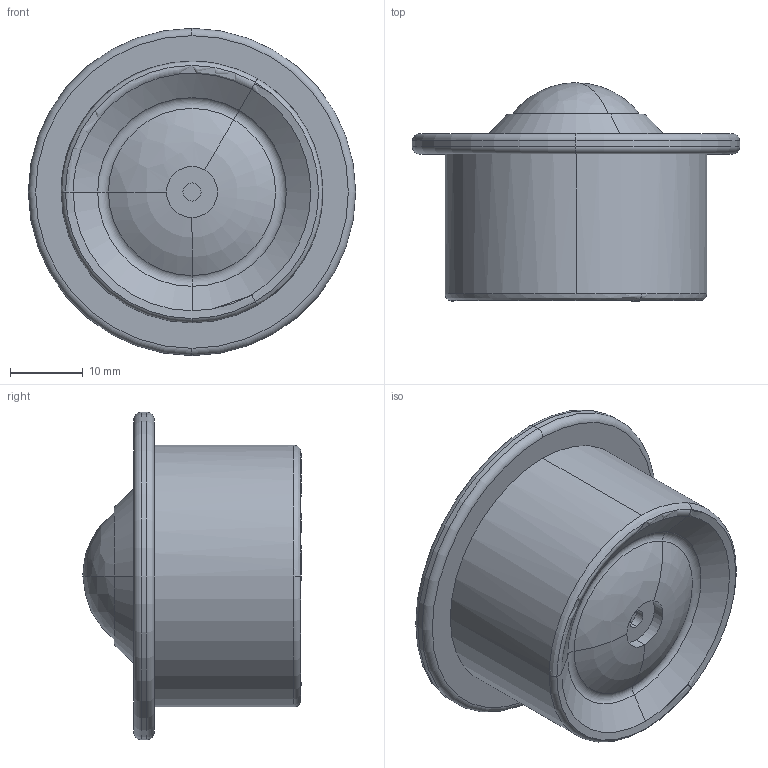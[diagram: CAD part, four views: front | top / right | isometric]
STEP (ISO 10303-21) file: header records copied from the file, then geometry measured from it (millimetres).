
FILE_DESCRIPTION (( 'STEP AP214' ), '1' );
FILE_NAME ('0017490.step', '2020-11-17T09:02:27', ( '' ), ( '' ), 'SwSTEP 2.0', 'SolidWorks 2018', '' );
FILE_SCHEMA (( 'AUTOMOTIVE_DESIGN' ));
Length unit declared in the file: millimetre
Products named in the file (1): 0017490
Bounding box: 45 x 30.01 x 45 mm (x, y, z)
Volume: 25180.2 mm3; surface area: 5977.9 mm2
Topology: 1 solids, 1 shells, 39 faces, 87 edges, 49 vertices
Faces by surface type: torus 12, cylinder 8, cone 6, bspline 6, plane 5, sphere 2
Entity records: 1237 total; most frequent: CARTESIAN_POINT 300, DIRECTION 194, ORIENTED_EDGE 164, AXIS2_PLACEMENT_3D 91, EDGE_CURVE 82, CIRCLE 57, VERTEX_POINT 49, EDGE_LOOP 43
